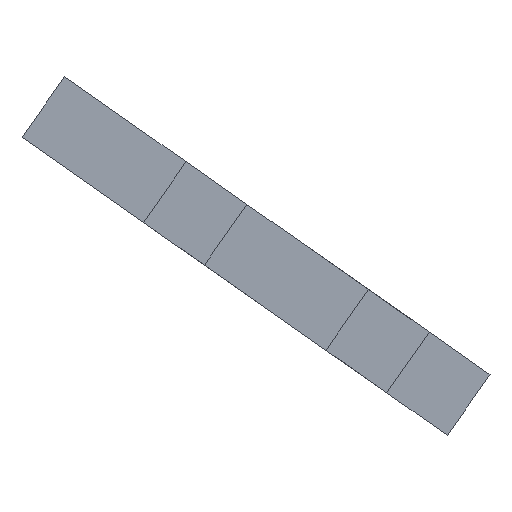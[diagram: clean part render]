
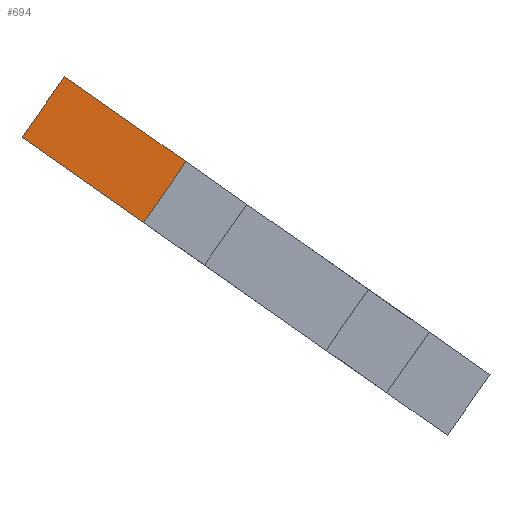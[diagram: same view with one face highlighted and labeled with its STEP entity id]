
A CAD part, left-side view. The second image highlights one B-rep face of the part: STEP entity #694.
In plain terms, the highlighted planar face has unit normal (-1, 0, 0).
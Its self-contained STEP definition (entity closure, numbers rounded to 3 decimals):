
#48=FACE_OUTER_BOUND('',#82,.T.);
#82=EDGE_LOOP('',(#623,#624,#625,#626));
#123=LINE('',#992,#219);
#126=LINE('',#998,#222);
#130=LINE('',#1007,#226);
#140=LINE('',#1026,#236);
#219=VECTOR('',#795,10.);
#222=VECTOR('',#800,10.);
#226=VECTOR('',#808,10.);
#236=VECTOR('',#828,10.);
#285=VERTEX_POINT('',#938);
#311=VERTEX_POINT('',#990);
#313=VERTEX_POINT('',#995);
#316=VERTEX_POINT('',#1006);
#379=EDGE_CURVE('',#311,#285,#123,.T.);
#382=EDGE_CURVE('',#313,#285,#126,.T.);
#386=EDGE_CURVE('',#311,#316,#130,.T.);
#396=EDGE_CURVE('',#316,#313,#140,.T.);
#623=ORIENTED_EDGE('',*,*,#386,.T.);
#624=ORIENTED_EDGE('',*,*,#396,.T.);
#625=ORIENTED_EDGE('',*,*,#382,.T.);
#626=ORIENTED_EDGE('',*,*,#379,.F.);
#660=PLANE('',#742);
#694=ADVANCED_FACE('',(#48),#660,.T.);
#742=AXIS2_PLACEMENT_3D('',#1103,#907,#908);
#795=DIRECTION('',(0.,0.819,0.574));
#800=DIRECTION('',(0.,0.574,-0.819));
#808=DIRECTION('',(0.,-0.574,0.819));
#828=DIRECTION('',(0.,0.819,0.574));
#907=DIRECTION('center_axis',(-1.,0.,0.));
#908=DIRECTION('ref_axis',(0.,0.819,0.574));
#938=CARTESIAN_POINT('',(-80.,-37.141,106.937));
#990=CARTESIAN_POINT('',(-80.,-45.332,101.201));
#992=CARTESIAN_POINT('',(-80.,-65.811,86.862));
#995=CARTESIAN_POINT('',(-80.,-40.009,111.033));
#998=CARTESIAN_POINT('',(-80.,-40.009,111.033));
#1006=CARTESIAN_POINT('',(-80.,-48.2,105.297));
#1007=CARTESIAN_POINT('',(-80.,-48.2,105.297));
#1026=CARTESIAN_POINT('',(-80.,-68.679,90.958));
#1103=CARTESIAN_POINT('Origin',(-80.,-68.679,90.958));
